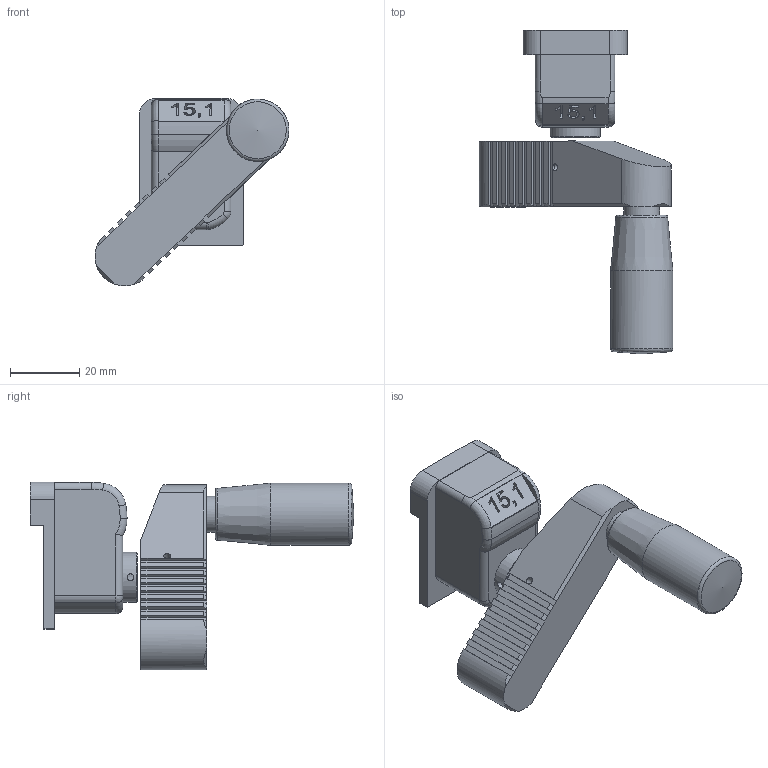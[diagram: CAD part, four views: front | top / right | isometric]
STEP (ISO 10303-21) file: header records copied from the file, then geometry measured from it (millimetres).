
FILE_DESCRIPTION(/* description */ ('Unknown'),/* implementation_level */ '2;1');
FILE_NAME(/* name */ 'A-0000179-Digianzeige30-OP2-Kurbel',/* time_stamp */ '2020-04-02T16:44:33+02:00',/* author */ ('Unknown'),/* organization */ ('Unknown'),/* preprocessor_version */ 'ST-DEVELOPER v16.7',/* originating_system */ 'Solid Edge',/* authorisation */ 'Unknown');
FILE_SCHEMA (('AUTOMOTIVE_DESIGN {1 0 10303 214 3 1 1}'));
Length unit declared in the file: millimetre
Products named in the file (1): A-0000179-Digianzeige30-OP2-Kurbel-dy
Bounding box: 55.97 x 93.5 x 54.22 mm (x, y, z)
Volume: 48128.9 mm3; surface area: 15113.3 mm2
Topology: 2 solids, 2 shells, 199 faces, 504 edges, 318 vertices
Faces by surface type: plane 138, cylinder 32, torus 16, bspline 8, cone 4, sphere 1
Full cylindrical faces by diameter (mm): 2 x2, 6 x1, 6.1 x1, 8 x1, 10 x1, 10.325 x1, 12 x1, 13.68 x1, 14.5 x1, 18 x1
Entity records: 7135 total; most frequent: CARTESIAN_POINT 2246, ORIENTED_EDGE 958, DIRECTION 660, EDGE_CURVE 479, VERTEX_POINT 312, B_SPLINE_CURVE_WITH_KNOTS 273, AXIS2_PLACEMENT_3D 262, FACE_BOUND 233
